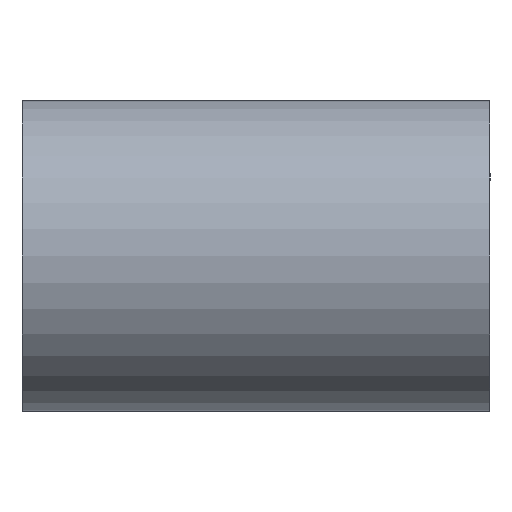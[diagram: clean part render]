
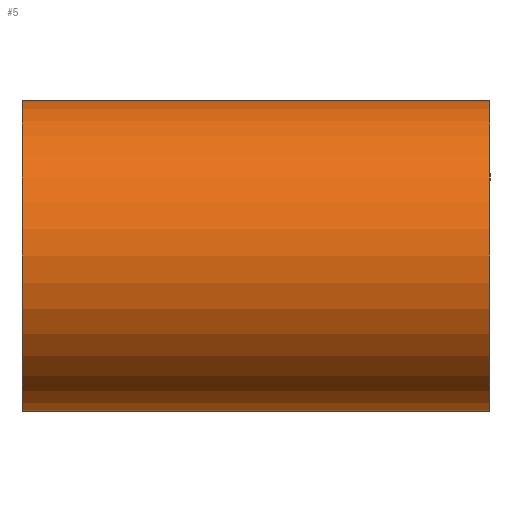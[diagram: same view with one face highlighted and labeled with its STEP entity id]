
A CAD part, left-side view. The second image highlights one B-rep face of the part: STEP entity #5.
In plain terms, the highlighted cylindrical face has radius 10 mm (diameter 20 mm), a partial arc.
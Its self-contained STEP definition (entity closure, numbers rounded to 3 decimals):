
#3 = DIRECTION ( 'NONE',  ( 0., -1., 0. ) ) ;
#5 = ADVANCED_FACE ( 'NONE', ( #215 ), #78, .T. ) ;
#6 = EDGE_LOOP ( 'NONE', ( #197, #339, #72, #271 ) ) ;
#11 = CIRCLE ( 'NONE', #27, 10. ) ;
#15 = VECTOR ( 'NONE', #3, 1000. ) ;
#16 = VERTEX_POINT ( 'NONE', #323 ) ;
#27 = AXIS2_PLACEMENT_3D ( 'NONE', #192, #28, #112 ) ;
#28 = DIRECTION ( 'NONE',  ( 0., 1., 0. ) ) ;
#63 = CARTESIAN_POINT ( 'NONE',  ( -250., 30., -10. ) ) ;
#72 = ORIENTED_EDGE ( 'NONE', *, *, #181, .F. ) ;
#73 = VERTEX_POINT ( 'NONE', #324 ) ;
#74 = DIRECTION ( 'NONE',  ( 0., -1., 0. ) ) ;
#78 = CYLINDRICAL_SURFACE ( 'NONE', #91, 10. ) ;
#87 = EDGE_CURVE ( 'NONE', #73, #16, #338, .T. ) ;
#91 = AXIS2_PLACEMENT_3D ( 'NONE', #237, #74, #205 ) ;
#112 = DIRECTION ( 'NONE',  ( 0., 0., 1. ) ) ;
#114 = CARTESIAN_POINT ( 'NONE',  ( -250., 0., 0. ) ) ;
#130 = CARTESIAN_POINT ( 'NONE',  ( -250., 30., 10. ) ) ;
#145 = CIRCLE ( 'NONE', #336, 10. ) ;
#149 = CARTESIAN_POINT ( 'NONE',  ( -250., 0., -10. ) ) ;
#181 = EDGE_CURVE ( 'NONE', #280, #73, #11, .T. ) ;
#184 = LINE ( 'NONE', #63, #15 ) ;
#191 = VECTOR ( 'NONE', #298, 1000. ) ;
#192 = CARTESIAN_POINT ( 'NONE',  ( -250., 30., 0. ) ) ;
#197 = ORIENTED_EDGE ( 'NONE', *, *, #250, .T. ) ;
#205 = DIRECTION ( 'NONE',  ( 0., 0., -1. ) ) ;
#215 = FACE_OUTER_BOUND ( 'NONE', #6, .T. ) ;
#230 = EDGE_CURVE ( 'NONE', #280, #354, #184, .T. ) ;
#237 = CARTESIAN_POINT ( 'NONE',  ( -250., 30., 0. ) ) ;
#250 = EDGE_CURVE ( 'NONE', #354, #16, #145, .T. ) ;
#271 = ORIENTED_EDGE ( 'NONE', *, *, #230, .T. ) ;
#280 = VERTEX_POINT ( 'NONE', #347 ) ;
#298 = DIRECTION ( 'NONE',  ( 0., -1., 0. ) ) ;
#312 = DIRECTION ( 'NONE',  ( 0., 1., 0. ) ) ;
#313 = DIRECTION ( 'NONE',  ( 0., 0., 1. ) ) ;
#323 = CARTESIAN_POINT ( 'NONE',  ( -250., 0., 10. ) ) ;
#324 = CARTESIAN_POINT ( 'NONE',  ( -250., 30., 10. ) ) ;
#336 = AXIS2_PLACEMENT_3D ( 'NONE', #114, #312, #313 ) ;
#338 = LINE ( 'NONE', #130, #191 ) ;
#339 = ORIENTED_EDGE ( 'NONE', *, *, #87, .F. ) ;
#347 = CARTESIAN_POINT ( 'NONE',  ( -250., 30., -10. ) ) ;
#354 = VERTEX_POINT ( 'NONE', #149 ) ;
